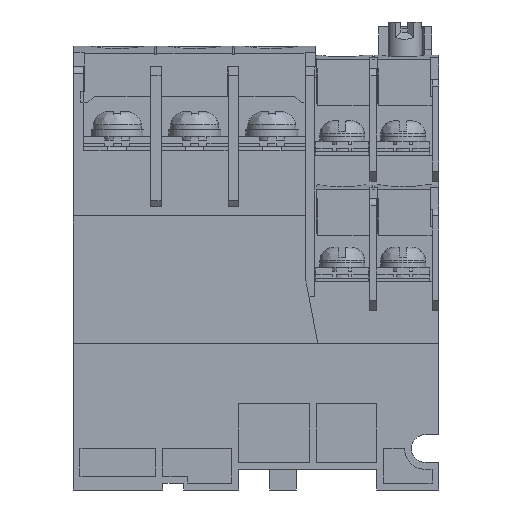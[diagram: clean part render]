
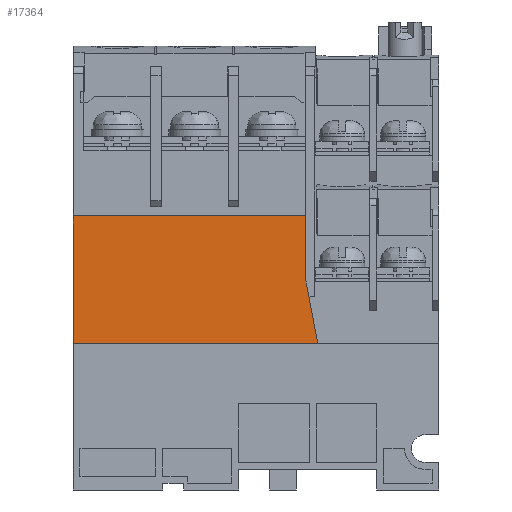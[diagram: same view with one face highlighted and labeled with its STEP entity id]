
A CAD part, front view. The second image highlights one B-rep face of the part: STEP entity #17364.
In plain terms, the highlighted planar face has unit normal (0, -1, 0).
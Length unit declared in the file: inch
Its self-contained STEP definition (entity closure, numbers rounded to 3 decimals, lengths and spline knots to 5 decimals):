
#1058 = ORIENTED_EDGE ( 'NONE', *, *, #32353, .T. ) ;
#4741 = DIRECTION ( 'NONE',  ( -0.186, 0., 0.983 ) ) ;
#5783 = CARTESIAN_POINT ( 'NONE',  ( 0.35236, -0.34252, 0.83465 ) ) ;
#8110 = VERTEX_POINT ( 'NONE', #17352 ) ;
#8872 = LINE ( 'NONE', #14798, #68067 ) ;
#10348 = VECTOR ( 'NONE', #37357, 39.37008 ) ;
#11996 = CARTESIAN_POINT ( 'NONE',  ( -1.04331, -0.34252, 1.56299 ) ) ;
#12135 = LINE ( 'NONE', #60291, #10348 ) ;
#12247 = DIRECTION ( 'NONE',  ( -1., 0., 0. ) ) ;
#12736 = VERTEX_POINT ( 'NONE', #5783 ) ;
#14798 = CARTESIAN_POINT ( 'NONE',  ( -1.04331, -0.34252, 0. ) ) ;
#17352 = CARTESIAN_POINT ( 'NONE',  ( 0.28543, -0.34252, 1.56299 ) ) ;
#17364 = ADVANCED_FACE ( 'NONE', ( #71251 ), #25855, .T. ) ;
#19238 = DIRECTION ( 'NONE',  ( 0., -1., 0. ) ) ;
#20397 = EDGE_CURVE ( 'NONE', #12736, #22140, #52858, .T. ) ;
#21502 = VERTEX_POINT ( 'NONE', #62682 ) ;
#21912 = VECTOR ( 'NONE', #4741, 39.37008 ) ;
#22140 = VERTEX_POINT ( 'NONE', #66624 ) ;
#23440 = EDGE_LOOP ( 'NONE', ( #67372, #56735, #39826, #51837, #1058 ) ) ;
#24254 = EDGE_CURVE ( 'NONE', #22140, #8110, #59068, .T. ) ;
#25855 = PLANE ( 'NONE',  #74140 ) ;
#26238 = DIRECTION ( 'NONE',  ( 0., 0., -1. ) ) ;
#27798 = CARTESIAN_POINT ( 'NONE',  ( 0.35236, -0.34252, 0.83465 ) ) ;
#31995 = CARTESIAN_POINT ( 'NONE',  ( -1.04331, -0.34252, 1.56299 ) ) ;
#32353 = EDGE_CURVE ( 'NONE', #8110, #21502, #69325, .T. ) ;
#37236 = DIRECTION ( 'NONE',  ( 0., 0., 1. ) ) ;
#37357 = DIRECTION ( 'NONE',  ( -1., 0., 0. ) ) ;
#39826 = ORIENTED_EDGE ( 'NONE', *, *, #20397, .T. ) ;
#43513 = VECTOR ( 'NONE', #37236, 39.37008 ) ;
#48686 = CARTESIAN_POINT ( 'NONE',  ( 0.28543, -0.34252, 1.56299 ) ) ;
#49248 = EDGE_CURVE ( 'NONE', #12736, #56298, #12135, .T. ) ;
#51837 = ORIENTED_EDGE ( 'NONE', *, *, #24254, .T. ) ;
#52858 = LINE ( 'NONE', #27798, #21912 ) ;
#56077 = CARTESIAN_POINT ( 'NONE',  ( -1.04331, -0.34252, 0.83465 ) ) ;
#56298 = VERTEX_POINT ( 'NONE', #56077 ) ;
#56735 = ORIENTED_EDGE ( 'NONE', *, *, #49248, .F. ) ;
#59068 = LINE ( 'NONE', #48686, #43513 ) ;
#60291 = CARTESIAN_POINT ( 'NONE',  ( -1.04331, -0.34252, 0.83465 ) ) ;
#60302 = VECTOR ( 'NONE', #12247, 39.37008 ) ;
#62682 = CARTESIAN_POINT ( 'NONE',  ( -1.04331, -0.34252, 1.56299 ) ) ;
#63429 = EDGE_CURVE ( 'NONE', #21502, #56298, #8872, .T. ) ;
#66624 = CARTESIAN_POINT ( 'NONE',  ( 0.28543, -0.34252, 1.18898 ) ) ;
#67372 = ORIENTED_EDGE ( 'NONE', *, *, #63429, .T. ) ;
#68067 = VECTOR ( 'NONE', #26238, 39.37008 ) ;
#69325 = LINE ( 'NONE', #11996, #60302 ) ;
#71251 = FACE_OUTER_BOUND ( 'NONE', #23440, .T. ) ;
#72677 = DIRECTION ( 'NONE',  ( 0., 0., -1. ) ) ;
#74140 = AXIS2_PLACEMENT_3D ( 'NONE', #31995, #19238, #72677 ) ;
